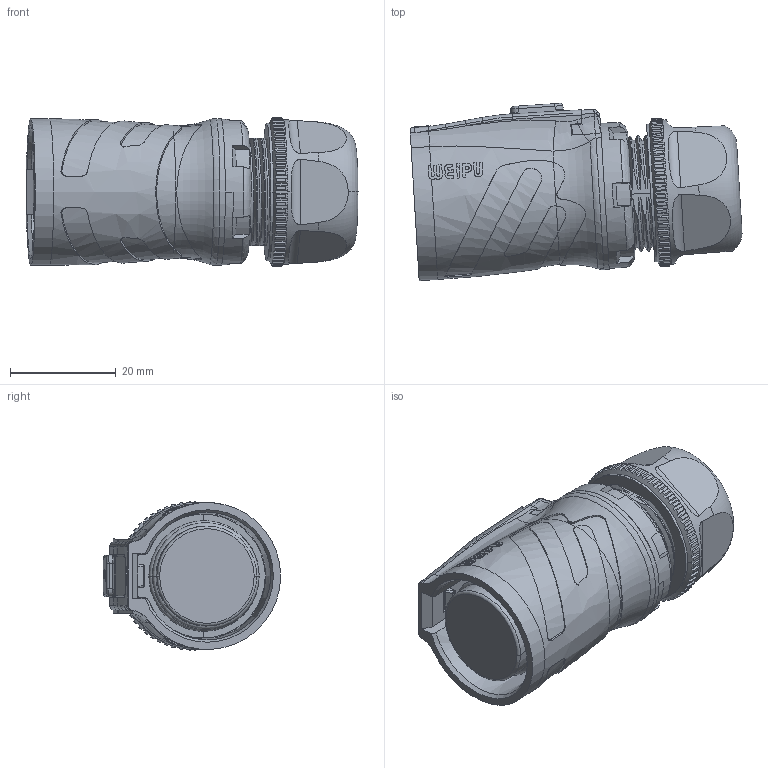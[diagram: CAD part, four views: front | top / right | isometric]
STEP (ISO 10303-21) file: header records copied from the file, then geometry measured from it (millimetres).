
FILE_DESCRIPTION((''),'2;1');
FILE_NAME('WK20_4___________','2024-09-03T',('Administrator'),(''),'CREO PARAMETRIC BY PTC INC, 2016130','CREO PARAMETRIC BY PTC INC, 2016130','');
FILE_SCHEMA(('CONFIG_CONTROL_DESIGN','GEOMETRIC_VALIDATION_PROPERTIES_MIM'));
Products named in the file (1): WK20_4___________
Bounding box: 62.77 x 33.52 x 27.99 mm (x, y, z)
Volume: 30447.3 mm3; surface area: 18801.9 mm2
Topology: 3 solids, 18 shells, 1317 faces, 3892 edges, 2602 vertices
Faces by surface type: plane 539, cylinder 272, extrusion 159, bspline 157, cone 139, torus 41, revolution 6, sphere 4
Entity records: 60159 total; most frequent: CARTESIAN_POINT 28417, ORIENTED_EDGE 7760, DIRECTION 4826, EDGE_CURVE 3884, VERTEX_POINT 2602, B_SPLINE_CURVE_WITH_KNOTS 2071, AXIS2_PLACEMENT_3D 1687, VECTOR 1446
